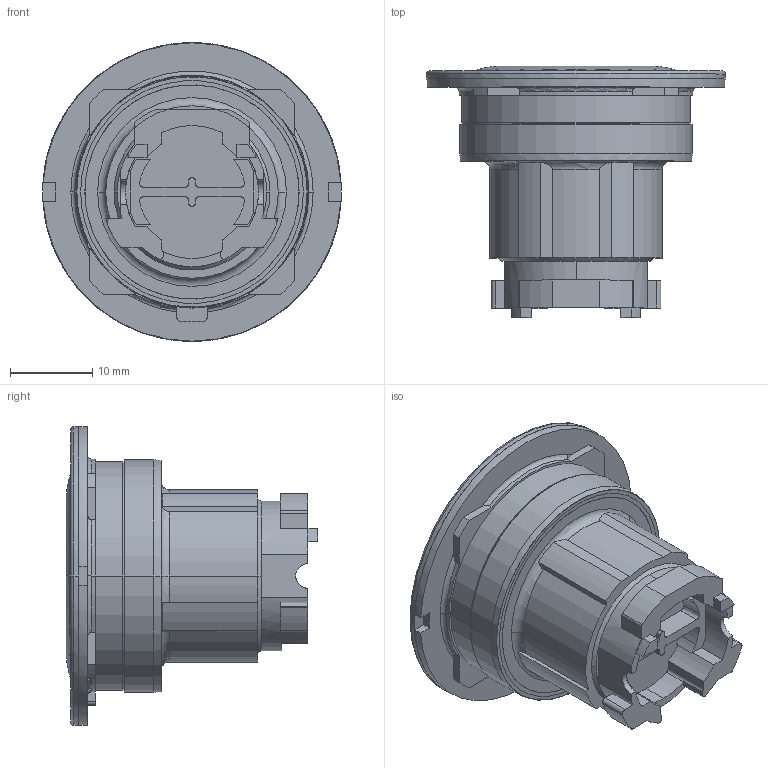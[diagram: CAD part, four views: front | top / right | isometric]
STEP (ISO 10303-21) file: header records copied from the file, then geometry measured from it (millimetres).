
FILE_DESCRIPTION(('STEP AP242'),'1');
FILE_NAME('zb4fa1.stp','2020-08-03T18:45:56',('TraceParts'),('TraceParts S.A.'),'Spatial InterOp 3D',' ',' ');
FILE_SCHEMA(('AP242_MANAGED_MODEL_BASED_3D_ENGINEERING_MIM_LF {1 0 10303 442 1 1 4}'));
Length unit declared in the file: millimetre
Products named in the file (1): zb4fa1
Bounding box: 36.41 x 30.65 x 36.41 mm (x, y, z)
Volume: 12767.8 mm3; surface area: 4851.1 mm2
Topology: 1 solids, 1 shells, 210 faces, 573 edges, 378 vertices
Faces by surface type: cylinder 89, plane 88, torus 11, extrusion 8, cone 6, bspline 4, revolution 2, sphere 2
Entity records: 7360 total; most frequent: CARTESIAN_POINT 1903, DIRECTION 1165, ORIENTED_EDGE 1144, EDGE_CURVE 572, AXIS2_PLACEMENT_3D 432, VERTEX_POINT 378, VECTOR 299, LINE 291
